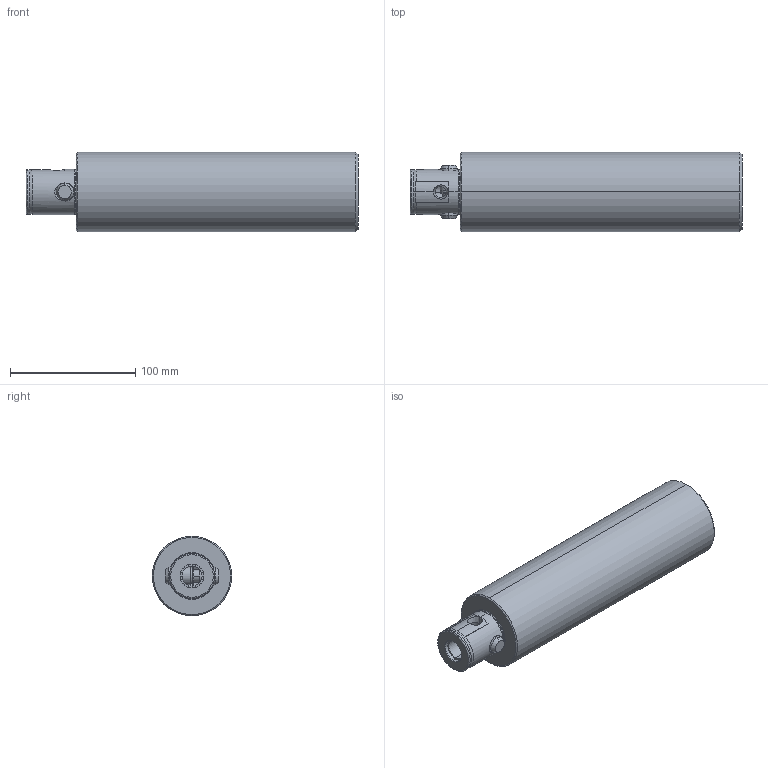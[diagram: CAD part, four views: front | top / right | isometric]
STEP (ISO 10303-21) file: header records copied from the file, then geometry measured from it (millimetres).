
FILE_DESCRIPTION (( 'STEP AP214' ), '1' );
FILE_NAME ('11.335.563.STEP', '2012-09-18T15:29:52', ( '' ), ( '' ), 'SwSTEP 2.0', 'SolidWorks 2012', '' );
FILE_SCHEMA (( 'AUTOMOTIVE_DESIGN' ));
Length unit declared in the file: millimetre
Products named in the file (5): 10.691.50X_10.691.506; 691-50XRing_10.691.506Ring; 11.335.563
Assembly tree (4 placements, depth 3):
  11.335.563
    11.335.563
    10.691.50X_10.691.506
      10.691.50X_10.691.506
      691-50XRing_10.691.506Ring
Bounding box: 265 x 63.5 x 63.5 mm (x, y, z)
Volume: 746043.9 mm3; surface area: 60187.4 mm2
Topology: 3 solids, 3 shells, 87 faces, 200 edges, 119 vertices
Faces by surface type: cylinder 31, cone 30, plane 19, torus 7
Entity records: 3170 total; most frequent: CARTESIAN_POINT 1020, DIRECTION 452, ORIENTED_EDGE 392, EDGE_CURVE 196, AXIS2_PLACEMENT_3D 189, VERTEX_POINT 119, EDGE_LOOP 97, CIRCLE 94
